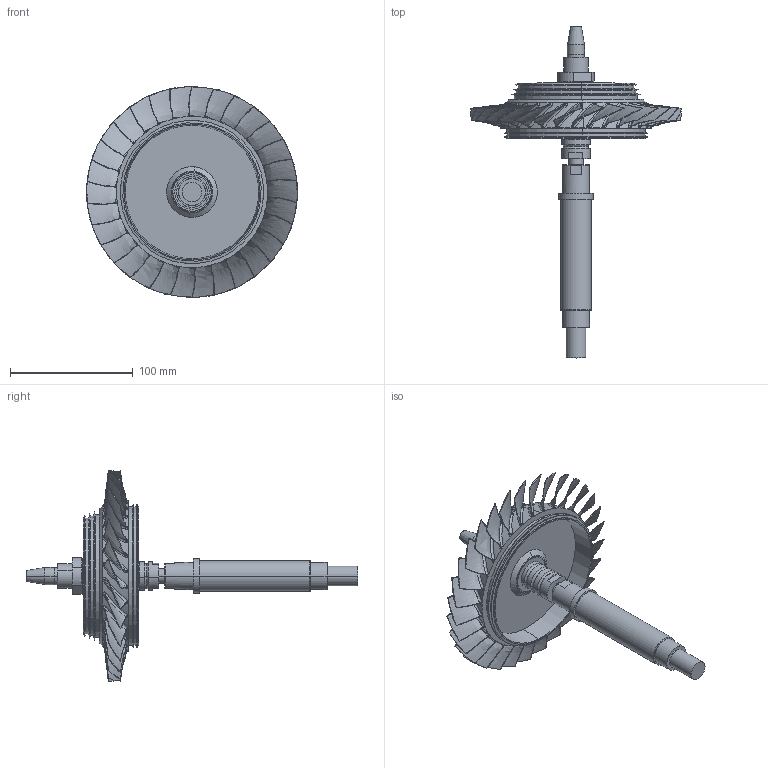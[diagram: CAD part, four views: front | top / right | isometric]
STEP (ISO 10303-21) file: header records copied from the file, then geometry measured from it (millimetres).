
FILE_DESCRIPTION(('STEP AP214'),'1');
FILE_NAME('turb.stp','2021-09-18T05:30:14',('Cubit 2021.5'),(' '),'Spatial InterOp 3D',' ',' ');
FILE_SCHEMA(('AUTOMOTIVE_DESIGN { 1 0 10303 214 1 1 1 1 }'));
Length unit declared in the file: millimetre
Products named in the file (1): 1
Bounding box: 171.53 x 270 x 171.53 mm (x, y, z)
Volume: 242409.4 mm3; surface area: 125315.6 mm2
Topology: 4 solids, 4 shells, 556 faces, 1290 edges, 764 vertices
Faces by surface type: bspline 320, cone 100, cylinder 80, plane 44, torus 12
Entity records: 73792 total; most frequent: CARTESIAN_POINT 59145, ORIENTED_EDGE 2576, DIRECTION 1372, EDGE_CURVE 1288, VERTEX_POINT 764, B_SPLINE_CURVE_WITH_KNOTS 750, AXIS2_PLACEMENT_3D 600, EDGE_LOOP 584
